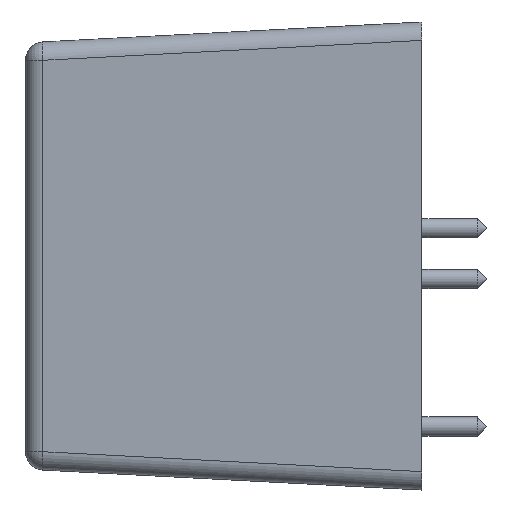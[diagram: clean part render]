
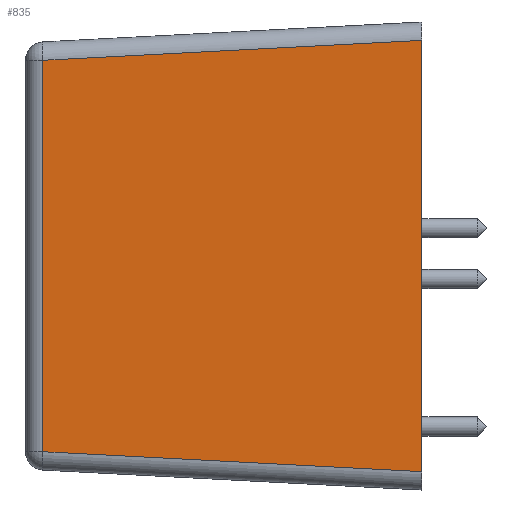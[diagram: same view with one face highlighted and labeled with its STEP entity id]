
A CAD part, left-side view. The second image highlights one B-rep face of the part: STEP entity #835.
In plain terms, the highlighted planar face has unit normal (-0.999, 0.052, 0).
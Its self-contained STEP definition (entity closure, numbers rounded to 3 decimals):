
#5 = VERTEX_POINT ( 'NONE', #993 ) ;
#12 = ORIENTED_EDGE ( 'NONE', *, *, #303, .F. ) ;
#31 = CARTESIAN_POINT ( 'NONE',  ( 1.137, 21.5, 0. ) ) ;
#65 = VECTOR ( 'NONE', #619, 1000. ) ;
#67 = EDGE_CURVE ( 'NONE', #664, #873, #815, .T. ) ;
#130 = FACE_OUTER_BOUND ( 'NONE', #696, .T. ) ;
#138 = DIRECTION ( 'NONE',  ( 0.052, 0.997, -0.052 ) ) ;
#165 = CARTESIAN_POINT ( 'NONE',  ( 0.01, 0., 0. ) ) ;
#255 = DIRECTION ( 'NONE',  ( 0., 0., -1. ) ) ;
#303 = EDGE_CURVE ( 'NONE', #482, #873, #1079, .T. ) ;
#406 = AXIS2_PLACEMENT_3D ( 'NONE', #31, #438, #255 ) ;
#432 = CARTESIAN_POINT ( 'NONE',  ( 0.01, 0., 24.391 ) ) ;
#438 = DIRECTION ( 'NONE',  ( -0.999, 0.052, 0. ) ) ;
#449 = ORIENTED_EDGE ( 'NONE', *, *, #67, .T. ) ;
#457 = CARTESIAN_POINT ( 'NONE',  ( 1.201, 22.713, 23.201 ) ) ;
#474 = DIRECTION ( 'NONE',  ( 0., 0., -1. ) ) ;
#482 = VERTEX_POINT ( 'NONE', #432 ) ;
#619 = DIRECTION ( 'NONE',  ( -0.052, -0.997, -0.052 ) ) ;
#664 = VERTEX_POINT ( 'NONE', #1299 ) ;
#696 = EDGE_LOOP ( 'NONE', ( #810, #449, #12, #795 ) ) ;
#714 = LINE ( 'NONE', #1119, #1131 ) ;
#795 = ORIENTED_EDGE ( 'NONE', *, *, #807, .T. ) ;
#807 = EDGE_CURVE ( 'NONE', #482, #5, #1161, .T. ) ;
#810 = ORIENTED_EDGE ( 'NONE', *, *, #1015, .T. ) ;
#815 = LINE ( 'NONE', #1233, #65 ) ;
#833 = DIRECTION ( 'NONE',  ( 0., 0., -1. ) ) ;
#835 = ADVANCED_FACE ( 'NONE', ( #130 ), #963, .T. ) ;
#873 = VERTEX_POINT ( 'NONE', #1035 ) ;
#963 = PLANE ( 'NONE',  #406 ) ;
#993 = CARTESIAN_POINT ( 'NONE',  ( 1.088, 20.552, 23.314 ) ) ;
#1015 = EDGE_CURVE ( 'NONE', #5, #664, #714, .T. ) ;
#1035 = CARTESIAN_POINT ( 'NONE',  ( 0.01, 0., 1.009 ) ) ;
#1043 = VECTOR ( 'NONE', #138, 1000. ) ;
#1079 = LINE ( 'NONE', #165, #1222 ) ;
#1119 = CARTESIAN_POINT ( 'NONE',  ( 1.088, 20.552, 0. ) ) ;
#1131 = VECTOR ( 'NONE', #833, 1000. ) ;
#1161 = LINE ( 'NONE', #457, #1043 ) ;
#1222 = VECTOR ( 'NONE', #474, 1000. ) ;
#1233 = CARTESIAN_POINT ( 'NONE',  ( 1.131, 21.389, 2.13 ) ) ;
#1299 = CARTESIAN_POINT ( 'NONE',  ( 1.088, 20.552, 2.086 ) ) ;
